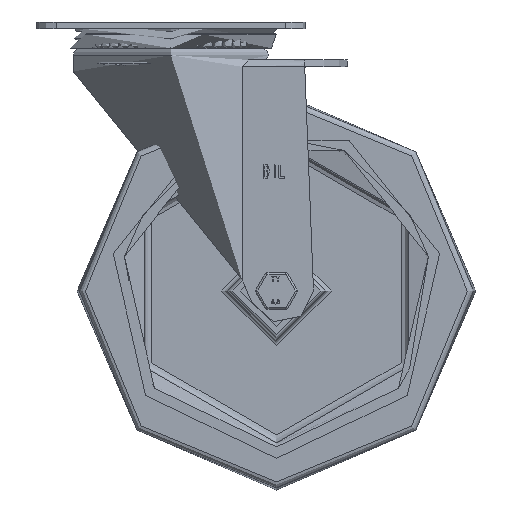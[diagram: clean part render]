
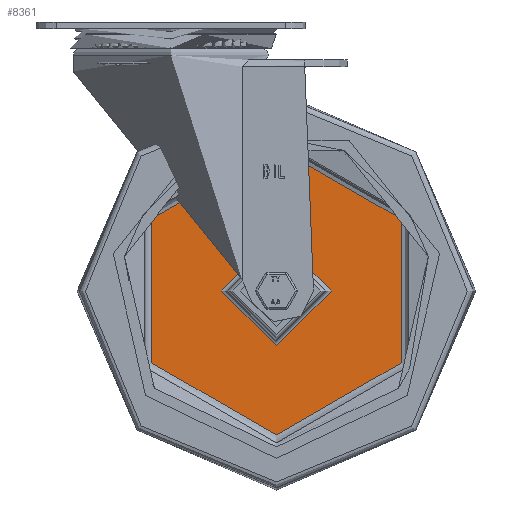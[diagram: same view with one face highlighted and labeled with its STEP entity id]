
A CAD part, front view. The second image highlights one B-rep face of the part: STEP entity #8361.
In plain terms, the highlighted planar face has unit normal (0, -1, 0).
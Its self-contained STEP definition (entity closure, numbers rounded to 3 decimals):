
#472=FACE_BOUND('',#1702,.T.);
#593=PLANE('',#9218);
#1181=FACE_OUTER_BOUND('',#1701,.T.);
#1701=EDGE_LOOP('',(#6491));
#1702=EDGE_LOOP('',(#6492));
#3380=CIRCLE('',#9176,72.25);
#3381=CIRCLE('',#9178,27.5);
#3878=VERTEX_POINT('',#16748);
#3879=VERTEX_POINT('',#16752);
#4796=EDGE_CURVE('',#3878,#3878,#3380,.T.);
#4797=EDGE_CURVE('',#3879,#3879,#3381,.T.);
#6491=ORIENTED_EDGE('',*,*,#4796,.F.);
#6492=ORIENTED_EDGE('',*,*,#4797,.T.);
#8361=ADVANCED_FACE('',(#1181,#472),#593,.T.);
#9176=AXIS2_PLACEMENT_3D('',#16750,#10636,#10637);
#9178=AXIS2_PLACEMENT_3D('',#16753,#10640,#10641);
#9218=AXIS2_PLACEMENT_3D('',#16816,#10726,#10727);
#10636=DIRECTION('center_axis',(0.,1.,0.));
#10637=DIRECTION('ref_axis',(0.,0.,1.));
#10640=DIRECTION('center_axis',(0.,1.,0.));
#10641=DIRECTION('ref_axis',(0.,0.,1.));
#10726=DIRECTION('center_axis',(0.,-1.,0.));
#10727=DIRECTION('ref_axis',(0.,0.,-1.));
#16748=CARTESIAN_POINT('',(0.,-3.,-72.25));
#16750=CARTESIAN_POINT('Origin',(0.,-3.,0.));
#16752=CARTESIAN_POINT('',(0.,-3.,-27.5));
#16753=CARTESIAN_POINT('Origin',(0.,-3.,0.));
#16816=CARTESIAN_POINT('Origin',(0.,-3.,49.875));
